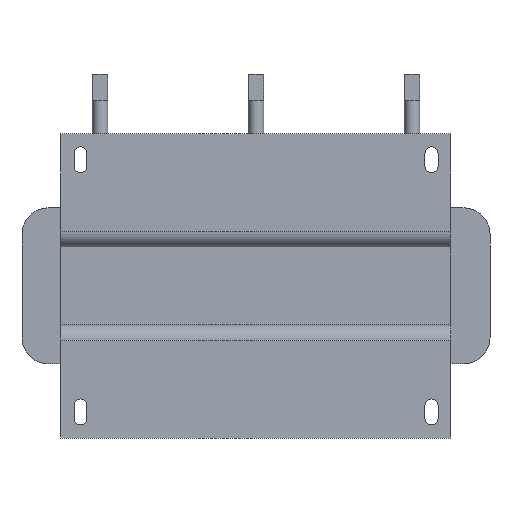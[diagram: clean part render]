
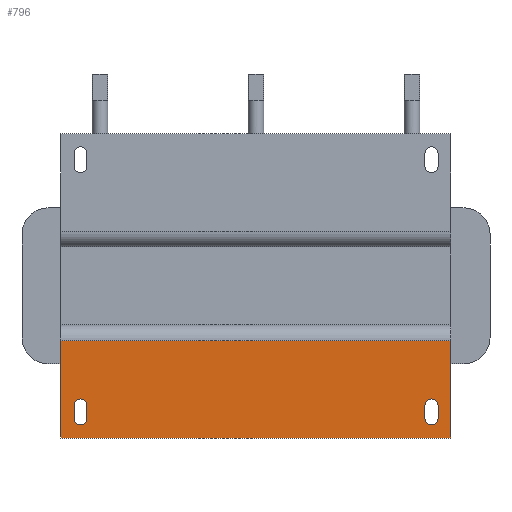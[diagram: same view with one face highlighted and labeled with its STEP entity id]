
A CAD part, front view. The second image highlights one B-rep face of the part: STEP entity #796.
In plain terms, the highlighted planar face has unit normal (0, -1, 0).
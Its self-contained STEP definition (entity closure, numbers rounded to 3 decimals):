
#796=ADVANCED_FACE('',(#1574,#1576,#1578),#1580,.T.);
#1574=FACE_BOUND('',#1575,.T.);
#1575=EDGE_LOOP('',(#2202,#2203,#2204,#2205));
#1576=FACE_BOUND('',#1577,.T.);
#1577=EDGE_LOOP('',(#2206,#2207,#2208,#2209));
#1578=FACE_BOUND('',#1579,.T.);
#1579=EDGE_LOOP('',(#2210,#2211,#2212,#2213));
#1580=PLANE('',#1581);
#1581=AXIS2_PLACEMENT_3D('',#1582,#1583,#1584);
#1582=CARTESIAN_POINT('',(76.,-35.,-88.5));
#1583=DIRECTION('',(0.,-1.,0.));
#1584=DIRECTION('',(0.,0.,1.));
#2202=ORIENTED_EDGE('',*,*,#2504,.F.);
#2203=ORIENTED_EDGE('',*,*,#2550,.T.);
#2204=ORIENTED_EDGE('',*,*,#2514,.F.);
#2205=ORIENTED_EDGE('',*,*,#2551,.F.);
#2206=ORIENTED_EDGE('',*,*,#2552,.T.);
#2207=ORIENTED_EDGE('',*,*,#2553,.T.);
#2208=ORIENTED_EDGE('',*,*,#2554,.T.);
#2209=ORIENTED_EDGE('',*,*,#2555,.T.);
#2210=ORIENTED_EDGE('',*,*,#2556,.T.);
#2211=ORIENTED_EDGE('',*,*,#2557,.T.);
#2212=ORIENTED_EDGE('',*,*,#2558,.T.);
#2213=ORIENTED_EDGE('',*,*,#2559,.T.);
#2504=EDGE_CURVE('',#2936,#2938,#2939,.T.);
#2514=EDGE_CURVE('',#2954,#2956,#2957,.T.);
#2550=EDGE_CURVE('',#2936,#2956,#3018,.T.);
#2551=EDGE_CURVE('',#2938,#2954,#3019,.T.);
#2552=EDGE_CURVE('',#3020,#3021,#3022,.F.);
#2553=EDGE_CURVE('',#3021,#3023,#3024,.F.);
#2554=EDGE_CURVE('',#3023,#3025,#3026,.F.);
#2555=EDGE_CURVE('',#3025,#3020,#3027,.F.);
#2556=EDGE_CURVE('',#3028,#3029,#3030,.F.);
#2557=EDGE_CURVE('',#3029,#3031,#3032,.F.);
#2558=EDGE_CURVE('',#3031,#3033,#3034,.F.);
#2559=EDGE_CURVE('',#3033,#3028,#3035,.F.);
#2936=VERTEX_POINT('',#3910);
#2938=VERTEX_POINT('',#3915);
#2939=LINE('',#3916,#3917);
#2954=VERTEX_POINT('',#3951);
#2956=VERTEX_POINT('',#3955);
#2957=LINE('',#3956,#3957);
#3018=LINE('',#4100,#4101);
#3019=LINE('',#4103,#4104);
#3020=VERTEX_POINT('',#4106);
#3021=VERTEX_POINT('',#4107);
#3022=LINE('',#4108,#4109);
#3023=VERTEX_POINT('',#4111);
#3024=CIRCLE('',#4112,2.5);
#3025=VERTEX_POINT('',#4116);
#3026=LINE('',#4117,#4118);
#3027=CIRCLE('',#4120,2.5);
#3028=VERTEX_POINT('',#4124);
#3029=VERTEX_POINT('',#4125);
#3030=LINE('',#4126,#4127);
#3031=VERTEX_POINT('',#4129);
#3032=CIRCLE('',#4130,2.5);
#3033=VERTEX_POINT('',#4134);
#3034=LINE('',#4135,#4136);
#3035=CIRCLE('',#4138,2.5);
#3910=CARTESIAN_POINT('',(75.,-35.,-51.));
#3915=CARTESIAN_POINT('',(75.,-35.,-88.5));
#3916=CARTESIAN_POINT('',(75.,-35.,-51.));
#3917=VECTOR('',#3918,1.);
#3918=DIRECTION('',(0.,0.,-1.));
#3951=CARTESIAN_POINT('',(-75.,-35.,-88.5));
#3955=CARTESIAN_POINT('',(-75.,-35.,-51.));
#3956=CARTESIAN_POINT('',(-75.,-35.,-88.5));
#3957=VECTOR('',#3958,1.);
#3958=DIRECTION('',(0.,0.,1.));
#4100=CARTESIAN_POINT('',(75.,-35.,-51.));
#4101=VECTOR('',#4102,1.);
#4102=DIRECTION('',(-1.,0.,0.));
#4103=CARTESIAN_POINT('',(75.,-35.,-88.5));
#4104=VECTOR('',#4105,1.);
#4105=DIRECTION('',(-1.,0.,0.));
#4106=CARTESIAN_POINT('',(-70.,-35.,-81.));
#4107=CARTESIAN_POINT('',(-70.,-35.,-76.));
#4108=CARTESIAN_POINT('',(-70.,-35.,-76.));
#4109=VECTOR('',#4110,1.);
#4110=DIRECTION('',(0.,0.,-1.));
#4111=CARTESIAN_POINT('',(-65.,-35.,-76.));
#4112=AXIS2_PLACEMENT_3D('',#4113,#4114,#4115);
#4113=CARTESIAN_POINT('',(-67.5,-35.,-76.));
#4114=DIRECTION('',(0.,-1.,0.));
#4115=DIRECTION('',(1.,0.,0.));
#4116=CARTESIAN_POINT('',(-65.,-35.,-81.));
#4117=CARTESIAN_POINT('',(-65.,-35.,-81.));
#4118=VECTOR('',#4119,1.);
#4119=DIRECTION('',(0.,0.,1.));
#4120=AXIS2_PLACEMENT_3D('',#4121,#4122,#4123);
#4121=CARTESIAN_POINT('',(-67.5,-35.,-81.));
#4122=DIRECTION('',(-0.,-1.,0.));
#4123=DIRECTION('',(-1.,0.,0.));
#4124=CARTESIAN_POINT('',(65.,-35.,-81.));
#4125=CARTESIAN_POINT('',(65.,-35.,-76.));
#4126=CARTESIAN_POINT('',(65.,-35.,-76.));
#4127=VECTOR('',#4128,1.);
#4128=DIRECTION('',(0.,0.,-1.));
#4129=CARTESIAN_POINT('',(70.,-35.,-76.));
#4130=AXIS2_PLACEMENT_3D('',#4131,#4132,#4133);
#4131=CARTESIAN_POINT('',(67.5,-35.,-76.));
#4132=DIRECTION('',(0.,-1.,0.));
#4133=DIRECTION('',(1.,0.,0.));
#4134=CARTESIAN_POINT('',(70.,-35.,-81.));
#4135=CARTESIAN_POINT('',(70.,-35.,-81.));
#4136=VECTOR('',#4137,1.);
#4137=DIRECTION('',(0.,0.,1.));
#4138=AXIS2_PLACEMENT_3D('',#4139,#4140,#4141);
#4139=CARTESIAN_POINT('',(67.5,-35.,-81.));
#4140=DIRECTION('',(-0.,-1.,0.));
#4141=DIRECTION('',(-1.,0.,0.));
